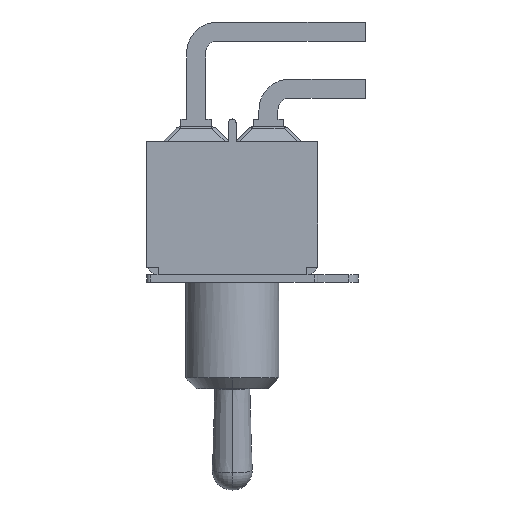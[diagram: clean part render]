
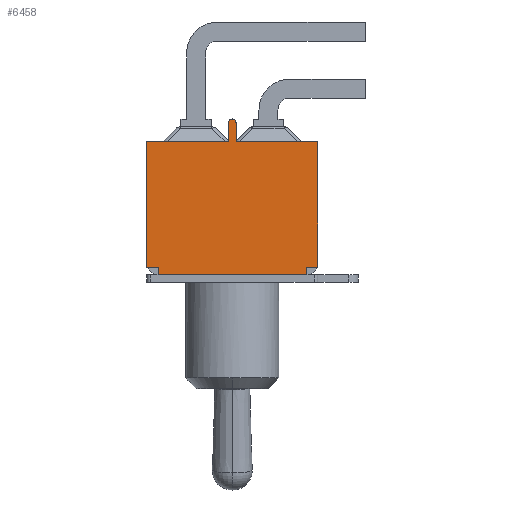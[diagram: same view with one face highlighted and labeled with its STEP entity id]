
A CAD part, left-side view. The second image highlights one B-rep face of the part: STEP entity #6458.
In plain terms, the highlighted planar face has unit normal (-1, 0, 0).
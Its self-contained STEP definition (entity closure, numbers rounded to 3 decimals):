
#360 = EDGE_CURVE ( 'NONE', #681, #6721, #10263, .T. ) ;
#437 = CARTESIAN_POINT ( 'NONE',  ( -6.35, 5.715, 8.38 ) ) ;
#479 = EDGE_LOOP ( 'NONE', ( #10956, #7706, #3630, #5809, #5702, #1506, #9702, #2936, #5633, #9873, #5173, #7739, #2248 ) ) ;
#554 = CARTESIAN_POINT ( 'NONE',  ( -6.35, 0.25, 0. ) ) ;
#681 = VERTEX_POINT ( 'NONE', #6467 ) ;
#861 = VERTEX_POINT ( 'NONE', #437 ) ;
#961 = VERTEX_POINT ( 'NONE', #554 ) ;
#980 = VERTEX_POINT ( 'NONE', #8117 ) ;
#995 = CARTESIAN_POINT ( 'NONE',  ( -6.35, 0., -1.27 ) ) ;
#1090 = LINE ( 'NONE', #8545, #3590 ) ;
#1121 = EDGE_CURVE ( 'NONE', #6721, #2918, #8942, .T. ) ;
#1141 = EDGE_CURVE ( 'NONE', #11490, #961, #10240, .T. ) ;
#1225 = CARTESIAN_POINT ( 'NONE',  ( -6.35, -5.45, 8.89 ) ) ;
#1506 = ORIENTED_EDGE ( 'NONE', *, *, #360, .T. ) ;
#1617 = CARTESIAN_POINT ( 'NONE',  ( -6.35, -4.955, 8.916 ) ) ;
#1715 = LINE ( 'NONE', #4300, #10124 ) ;
#1879 = VECTOR ( 'NONE', #2689, 1000. ) ;
#2017 = DIRECTION ( 'NONE',  ( 0., 0., -1. ) ) ;
#2236 = EDGE_CURVE ( 'NONE', #7162, #961, #1090, .T. ) ;
#2248 = ORIENTED_EDGE ( 'NONE', *, *, #5113, .T. ) ;
#2611 = CARTESIAN_POINT ( 'NONE',  ( -6.35, -6.287, 0. ) ) ;
#2689 = DIRECTION ( 'NONE',  ( 0., -1., 0. ) ) ;
#2802 = VECTOR ( 'NONE', #9086, 1000. ) ;
#2869 = EDGE_CURVE ( 'NONE', #980, #4179, #6671, .T. ) ;
#2902 = VERTEX_POINT ( 'NONE', #9170 ) ;
#2918 = VERTEX_POINT ( 'NONE', #10881 ) ;
#2936 = ORIENTED_EDGE ( 'NONE', *, *, #4978, .T. ) ;
#3337 = EDGE_CURVE ( 'NONE', #5576, #980, #9717, .T. ) ;
#3394 = VECTOR ( 'NONE', #11421, 1000. ) ;
#3441 = VECTOR ( 'NONE', #8410, 1000. ) ;
#3502 = EDGE_CURVE ( 'NONE', #681, #7563, #8698, .T. ) ;
#3529 = AXIS2_PLACEMENT_3D ( 'NONE', #995, #11278, #2017 ) ;
#3590 = VECTOR ( 'NONE', #3812, 1000. ) ;
#3630 = ORIENTED_EDGE ( 'NONE', *, *, #10266, .F. ) ;
#3672 = CARTESIAN_POINT ( 'NONE',  ( -6.35, -6.287, 0. ) ) ;
#3673 = CARTESIAN_POINT ( 'NONE',  ( -6.35, 0., -1.27 ) ) ;
#3711 = DIRECTION ( 'NONE',  ( 0., -1., 0. ) ) ;
#3812 = DIRECTION ( 'NONE',  ( 0., 0., 1. ) ) ;
#3922 = CIRCLE ( 'NONE', #5652, 0.25 ) ;
#4179 = VERTEX_POINT ( 'NONE', #11018 ) ;
#4255 = CARTESIAN_POINT ( 'NONE',  ( -6.35, 4.955, -2.04 ) ) ;
#4300 = CARTESIAN_POINT ( 'NONE',  ( -6.35, -6.287, 8.38 ) ) ;
#4308 = AXIS2_PLACEMENT_3D ( 'NONE', #4816, #11363, #7640 ) ;
#4594 = DIRECTION ( 'NONE',  ( 0., 0., -1. ) ) ;
#4816 = CARTESIAN_POINT ( 'NONE',  ( -6.35, -6.287, -2.04 ) ) ;
#4927 = PLANE ( 'NONE',  #4308 ) ;
#4930 = LINE ( 'NONE', #11875, #3441 ) ;
#4978 = EDGE_CURVE ( 'NONE', #2918, #4179, #1715, .T. ) ;
#5113 = EDGE_CURVE ( 'NONE', #861, #11490, #7055, .T. ) ;
#5125 = VECTOR ( 'NONE', #3711, 1000. ) ;
#5173 = ORIENTED_EDGE ( 'NONE', *, *, #10094, .T. ) ;
#5355 = DIRECTION ( 'NONE',  ( 0., 0., -1. ) ) ;
#5436 = CARTESIAN_POINT ( 'NONE',  ( -6.35, -5.715, -2.04 ) ) ;
#5576 = VERTEX_POINT ( 'NONE', #9960 ) ;
#5633 = ORIENTED_EDGE ( 'NONE', *, *, #2869, .F. ) ;
#5652 = AXIS2_PLACEMENT_3D ( 'NONE', #3673, #10325, #5705 ) ;
#5702 = ORIENTED_EDGE ( 'NONE', *, *, #3502, .F. ) ;
#5705 = DIRECTION ( 'NONE',  ( 0., 0., -1. ) ) ;
#5809 = ORIENTED_EDGE ( 'NONE', *, *, #8634, .F. ) ;
#6120 = VECTOR ( 'NONE', #5355, 1000. ) ;
#6421 = CARTESIAN_POINT ( 'NONE',  ( -6.35, -0.25, -1.27 ) ) ;
#6458 = ADVANCED_FACE ( 'NONE', ( #7041 ), #4927, .T. ) ;
#6467 = CARTESIAN_POINT ( 'NONE',  ( -6.35, -0.25, 0. ) ) ;
#6671 = LINE ( 'NONE', #1617, #8271 ) ;
#6721 = VERTEX_POINT ( 'NONE', #11871 ) ;
#7041 = FACE_OUTER_BOUND ( 'NONE', #479, .T. ) ;
#7055 = LINE ( 'NONE', #7397, #7487 ) ;
#7162 = VERTEX_POINT ( 'NONE', #10855 ) ;
#7397 = CARTESIAN_POINT ( 'NONE',  ( -6.35, 5.715, -2.04 ) ) ;
#7487 = VECTOR ( 'NONE', #4594, 1000. ) ;
#7563 = VERTEX_POINT ( 'NONE', #6421 ) ;
#7640 = DIRECTION ( 'NONE',  ( 0., 0., 1. ) ) ;
#7706 = ORIENTED_EDGE ( 'NONE', *, *, #2236, .F. ) ;
#7739 = ORIENTED_EDGE ( 'NONE', *, *, #10142, .F. ) ;
#8117 = CARTESIAN_POINT ( 'NONE',  ( -6.35, -4.955, 8.89 ) ) ;
#8271 = VECTOR ( 'NONE', #12013, 1000. ) ;
#8410 = DIRECTION ( 'NONE',  ( 0., -1., 0. ) ) ;
#8415 = CARTESIAN_POINT ( 'NONE',  ( -6.35, 5.715, 0. ) ) ;
#8545 = CARTESIAN_POINT ( 'NONE',  ( -6.35, 0.25, -1.334 ) ) ;
#8603 = LINE ( 'NONE', #4255, #6120 ) ;
#8634 = EDGE_CURVE ( 'NONE', #7563, #2902, #3922, .T. ) ;
#8698 = LINE ( 'NONE', #10909, #2802 ) ;
#8942 = LINE ( 'NONE', #5436, #10985 ) ;
#9086 = DIRECTION ( 'NONE',  ( 0., 0., -1. ) ) ;
#9168 = VERTEX_POINT ( 'NONE', #10275 ) ;
#9170 = CARTESIAN_POINT ( 'NONE',  ( -6.35, 0., -1.52 ) ) ;
#9702 = ORIENTED_EDGE ( 'NONE', *, *, #1121, .T. ) ;
#9717 = LINE ( 'NONE', #1225, #3394 ) ;
#9873 = ORIENTED_EDGE ( 'NONE', *, *, #3337, .F. ) ;
#9960 = CARTESIAN_POINT ( 'NONE',  ( -6.35, 4.955, 8.89 ) ) ;
#10094 = EDGE_CURVE ( 'NONE', #5576, #9168, #8603, .T. ) ;
#10124 = VECTOR ( 'NONE', #11832, 1000. ) ;
#10130 = DIRECTION ( 'NONE',  ( 0., 0., 1. ) ) ;
#10142 = EDGE_CURVE ( 'NONE', #861, #9168, #4930, .T. ) ;
#10240 = LINE ( 'NONE', #3672, #5125 ) ;
#10263 = LINE ( 'NONE', #2611, #1879 ) ;
#10266 = EDGE_CURVE ( 'NONE', #2902, #7162, #12126, .T. ) ;
#10275 = CARTESIAN_POINT ( 'NONE',  ( -6.35, 4.955, 8.38 ) ) ;
#10325 = DIRECTION ( 'NONE',  ( 1., 0., 0. ) ) ;
#10855 = CARTESIAN_POINT ( 'NONE',  ( -6.35, 0.25, -1.27 ) ) ;
#10881 = CARTESIAN_POINT ( 'NONE',  ( -6.35, -5.715, 8.38 ) ) ;
#10909 = CARTESIAN_POINT ( 'NONE',  ( -6.35, -0.25, 0.064 ) ) ;
#10956 = ORIENTED_EDGE ( 'NONE', *, *, #1141, .T. ) ;
#10985 = VECTOR ( 'NONE', #10130, 1000. ) ;
#11018 = CARTESIAN_POINT ( 'NONE',  ( -6.35, -4.955, 8.38 ) ) ;
#11278 = DIRECTION ( 'NONE',  ( 1., 0., 0. ) ) ;
#11363 = DIRECTION ( 'NONE',  ( -1., 0., 0. ) ) ;
#11421 = DIRECTION ( 'NONE',  ( 0., -1., 0. ) ) ;
#11490 = VERTEX_POINT ( 'NONE', #8415 ) ;
#11832 = DIRECTION ( 'NONE',  ( 0., 1., 0. ) ) ;
#11871 = CARTESIAN_POINT ( 'NONE',  ( -6.35, -5.715, 0. ) ) ;
#11875 = CARTESIAN_POINT ( 'NONE',  ( -6.35, 4.917, 8.38 ) ) ;
#12013 = DIRECTION ( 'NONE',  ( 0., 0., -1. ) ) ;
#12126 = CIRCLE ( 'NONE', #3529, 0.25 ) ;
